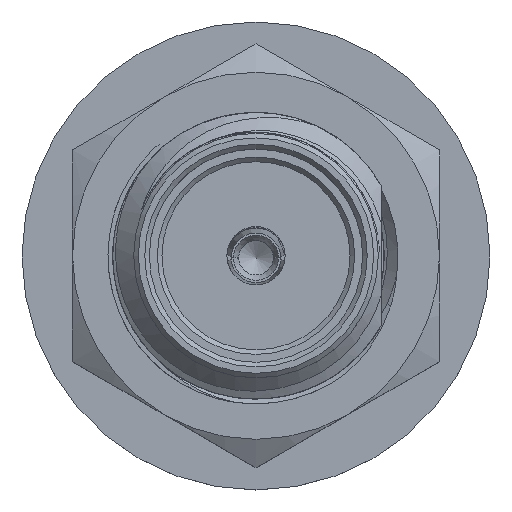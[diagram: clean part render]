
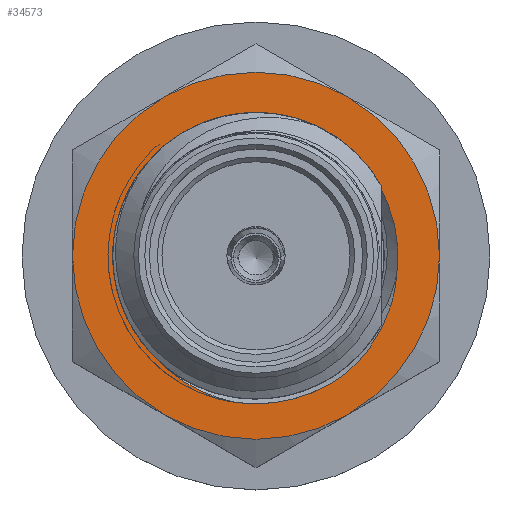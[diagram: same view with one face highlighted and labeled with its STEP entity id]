
A CAD part, top view. The second image highlights one B-rep face of the part: STEP entity #34573.
In plain terms, the highlighted planar face has unit normal (0, 0, 1).
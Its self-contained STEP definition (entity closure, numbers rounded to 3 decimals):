
#5361=B_SPLINE_CURVE_WITH_KNOTS('',3,(#81094,#81095,#81096,#81097),
 .UNSPECIFIED.,.F.,.F.,(4,4),(0.,1.),.UNSPECIFIED.);
#5370=B_SPLINE_CURVE_WITH_KNOTS('',3,(#81192,#81193,#81194,#81195),
 .UNSPECIFIED.,.F.,.F.,(4,4),(0.,1.),.UNSPECIFIED.);
#5371=B_SPLINE_CURVE_WITH_KNOTS('',3,(#81197,#81198,#81199,#81200),
 .UNSPECIFIED.,.F.,.F.,(4,4),(0.,1.),.UNSPECIFIED.);
#5372=B_SPLINE_CURVE_WITH_KNOTS('',3,(#81202,#81203,#81204,#81205),
 .UNSPECIFIED.,.F.,.F.,(4,4),(0.,1.),.UNSPECIFIED.);
#18240=ORIENTED_EDGE('',*,*,#23656,.T.);
#18241=ORIENTED_EDGE('',*,*,#23657,.T.);
#18242=ORIENTED_EDGE('',*,*,#23644,.T.);
#18243=ORIENTED_EDGE('',*,*,#23653,.T.);
#18244=ORIENTED_EDGE('',*,*,#23655,.T.);
#18245=ORIENTED_EDGE('',*,*,#23619,.T.);
#18246=ORIENTED_EDGE('',*,*,#23615,.T.);
#18247=ORIENTED_EDGE('',*,*,#23612,.T.);
#18248=ORIENTED_EDGE('',*,*,#23610,.T.);
#18249=ORIENTED_EDGE('',*,*,#23606,.T.);
#18250=ORIENTED_EDGE('',*,*,#23603,.T.);
#23603=EDGE_CURVE('',#26555,#26556,#26886,.T.);
#23606=EDGE_CURVE('',#26558,#26555,#26887,.T.);
#23610=EDGE_CURVE('',#26561,#26558,#26888,.T.);
#23612=EDGE_CURVE('',#26562,#26561,#26889,.T.);
#23615=EDGE_CURVE('',#26564,#26562,#26890,.T.);
#23619=EDGE_CURVE('',#26556,#26564,#26891,.T.);
#23644=EDGE_CURVE('',#26583,#26582,#5361,.T.);
#23653=EDGE_CURVE('',#26582,#26587,#26893,.T.);
#23655=EDGE_CURVE('',#26587,#26588,#5370,.T.);
#23656=EDGE_CURVE('',#26588,#26589,#5371,.T.);
#23657=EDGE_CURVE('',#26589,#26583,#5372,.T.);
#26555=VERTEX_POINT('',#80651);
#26556=VERTEX_POINT('',#80652);
#26558=VERTEX_POINT('',#80664);
#26561=VERTEX_POINT('',#80681);
#26562=VERTEX_POINT('',#80688);
#26564=VERTEX_POINT('',#80700);
#26582=VERTEX_POINT('',#81093);
#26583=VERTEX_POINT('',#81098);
#26587=VERTEX_POINT('',#81169);
#26588=VERTEX_POINT('',#81191);
#26589=VERTEX_POINT('',#81201);
#26886=CIRCLE('',#37347,4.);
#26887=CIRCLE('',#37349,4.);
#26888=CIRCLE('',#37351,4.);
#26889=CIRCLE('',#37353,4.);
#26890=CIRCLE('',#37355,4.);
#26891=CIRCLE('',#37357,4.);
#26893=CIRCLE('',#37368,3.095);
#29398=EDGE_LOOP('',(#18240,#18241,#18242,#18243,#18244));
#29399=EDGE_LOOP('',(#18245,#18246,#18247,#18248,#18249,#18250));
#31912=FACE_BOUND('',#29398,.T.);
#31913=FACE_BOUND('',#29399,.T.);
#32122=PLANE('',#37369);
#34573=ADVANCED_FACE('',(#31912,#31913),#32122,.T.);
#37347=AXIS2_PLACEMENT_3D('',#80650,#43141,#43142);
#37349=AXIS2_PLACEMENT_3D('',#80663,#43145,#43146);
#37351=AXIS2_PLACEMENT_3D('',#80680,#43149,#43150);
#37353=AXIS2_PLACEMENT_3D('',#80687,#43153,#43154);
#37355=AXIS2_PLACEMENT_3D('',#80699,#43157,#43158);
#37357=AXIS2_PLACEMENT_3D('',#80716,#43161,#43162);
#37368=AXIS2_PLACEMENT_3D('',#81170,#43189,#43190);
#37369=AXIS2_PLACEMENT_3D('',#81196,#43191,#43192);
#43141=DIRECTION('',(0.,0.,1.));
#43142=DIRECTION('',(-0.5,-0.866,0.));
#43145=DIRECTION('',(0.,0.,1.));
#43146=DIRECTION('',(-1.,0.,0.));
#43149=DIRECTION('',(0.,0.,1.));
#43150=DIRECTION('',(-0.5,0.866,0.));
#43153=DIRECTION('',(0.,0.,1.));
#43154=DIRECTION('',(0.5,0.866,0.));
#43157=DIRECTION('',(0.,0.,1.));
#43158=DIRECTION('',(1.,0.,0.));
#43161=DIRECTION('',(0.,0.,1.));
#43162=DIRECTION('',(0.5,-0.866,0.));
#43189=DIRECTION('',(0.,0.,-1.));
#43190=DIRECTION('',(-0.795,-0.607,0.));
#43191=DIRECTION('',(0.,0.,1.));
#43192=DIRECTION('',(0.,1.,0.));
#80650=CARTESIAN_POINT('',(0.,0.,9.025));
#80651=CARTESIAN_POINT('',(-2.,-3.464,9.025));
#80652=CARTESIAN_POINT('',(2.,-3.464,9.025));
#80663=CARTESIAN_POINT('',(0.,0.,9.025));
#80664=CARTESIAN_POINT('',(-4.,0.,9.025));
#80680=CARTESIAN_POINT('',(0.,0.,9.025));
#80681=CARTESIAN_POINT('',(-2.,3.464,9.025));
#80687=CARTESIAN_POINT('',(0.,0.,9.025));
#80688=CARTESIAN_POINT('',(2.,3.464,9.025));
#80699=CARTESIAN_POINT('',(0.,0.,9.025));
#80700=CARTESIAN_POINT('',(4.,0.,9.025));
#80716=CARTESIAN_POINT('',(0.,0.,9.025));
#81093=CARTESIAN_POINT('',(-2.46,-1.878,9.025));
#81094=CARTESIAN_POINT('',(-0.415,-3.201,9.025));
#81095=CARTESIAN_POINT('',(-1.245,-3.049,9.025));
#81096=CARTESIAN_POINT('',(-1.995,-2.561,9.025));
#81097=CARTESIAN_POINT('',(-2.46,-1.878,9.025));
#81098=CARTESIAN_POINT('',(-0.415,-3.201,9.025));
#81169=CARTESIAN_POINT('',(3.072,-0.38,9.025));
#81170=CARTESIAN_POINT('',(0.,0.,9.025));
#81191=CARTESIAN_POINT('',(2.937,-1.094,9.025));
#81192=CARTESIAN_POINT('',(3.072,-0.38,9.025));
#81193=CARTESIAN_POINT('',(3.055,-0.622,9.025));
#81194=CARTESIAN_POINT('',(3.01,-0.86,9.025));
#81195=CARTESIAN_POINT('',(2.937,-1.094,9.025));
#81196=CARTESIAN_POINT('',(0.,0.,9.025));
#81197=CARTESIAN_POINT('',(2.937,-1.094,9.025));
#81198=CARTESIAN_POINT('',(2.76,-1.66,9.025));
#81199=CARTESIAN_POINT('',(2.426,-2.165,9.025));
#81200=CARTESIAN_POINT('',(1.974,-2.554,9.025));
#81201=CARTESIAN_POINT('',(1.974,-2.554,9.025));
#81202=CARTESIAN_POINT('',(1.974,-2.554,9.025));
#81203=CARTESIAN_POINT('',(1.303,-3.072,9.025));
#81204=CARTESIAN_POINT('',(0.429,-3.31,9.025));
#81205=CARTESIAN_POINT('',(-0.415,-3.201,9.025));
